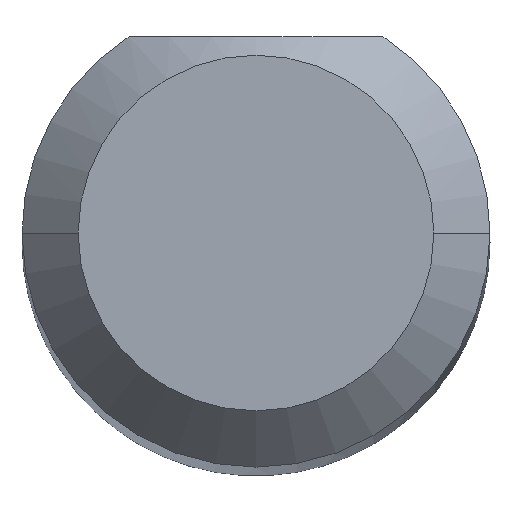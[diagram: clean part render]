
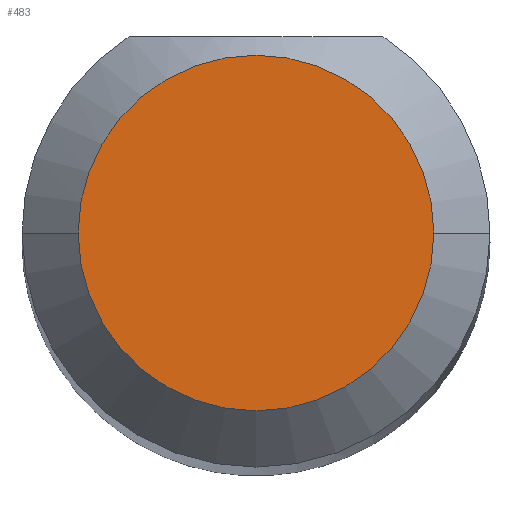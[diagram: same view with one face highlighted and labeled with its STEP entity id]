
A CAD part, top view. The second image highlights one B-rep face of the part: STEP entity #483.
In plain terms, the highlighted planar face has unit normal (0, 0, 1).
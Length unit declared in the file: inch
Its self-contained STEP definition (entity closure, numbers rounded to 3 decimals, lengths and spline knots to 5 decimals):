
#67 = CARTESIAN_POINT ( 'NONE',  ( 0., 0., 1.5 ) ) ;
#80 = CARTESIAN_POINT ( 'NONE',  ( -0.0475, 0., 1.5 ) ) ;
#81 = CARTESIAN_POINT ( 'NONE',  ( 0., 0., 1.5 ) ) ;
#92 = PLANE ( 'NONE',  #124 ) ;
#99 = EDGE_CURVE ( 'NONE', #518, #457, #527, .T. ) ;
#116 = DIRECTION ( 'NONE',  ( 0., 0., 1. ) ) ;
#124 = AXIS2_PLACEMENT_3D ( 'NONE', #386, #138, #222 ) ;
#138 = DIRECTION ( 'NONE',  ( 0., 0., 1. ) ) ;
#144 = CARTESIAN_POINT ( 'NONE',  ( 0.0475, 0., 1.5 ) ) ;
#181 = AXIS2_PLACEMENT_3D ( 'NONE', #81, #528, #370 ) ;
#185 = EDGE_CURVE ( 'NONE', #457, #518, #428, .T. ) ;
#191 = DIRECTION ( 'NONE',  ( 1., 0., 0. ) ) ;
#222 = DIRECTION ( 'NONE',  ( 1., 0., 0. ) ) ;
#228 = ORIENTED_EDGE ( 'NONE', *, *, #99, .T. ) ;
#230 = FACE_OUTER_BOUND ( 'NONE', #352, .T. ) ;
#308 = ORIENTED_EDGE ( 'NONE', *, *, #185, .T. ) ;
#352 = EDGE_LOOP ( 'NONE', ( #308, #228 ) ) ;
#356 = AXIS2_PLACEMENT_3D ( 'NONE', #67, #116, #191 ) ;
#370 = DIRECTION ( 'NONE',  ( 1., 0., 0. ) ) ;
#386 = CARTESIAN_POINT ( 'NONE',  ( 0., 0., 1.5 ) ) ;
#428 = CIRCLE ( 'NONE', #356, 0.0475 ) ;
#457 = VERTEX_POINT ( 'NONE', #80 ) ;
#483 = ADVANCED_FACE ( 'NONE', ( #230 ), #92, .T. ) ;
#518 = VERTEX_POINT ( 'NONE', #144 ) ;
#527 = CIRCLE ( 'NONE', #181, 0.0475 ) ;
#528 = DIRECTION ( 'NONE',  ( 0., 0., 1. ) ) ;
